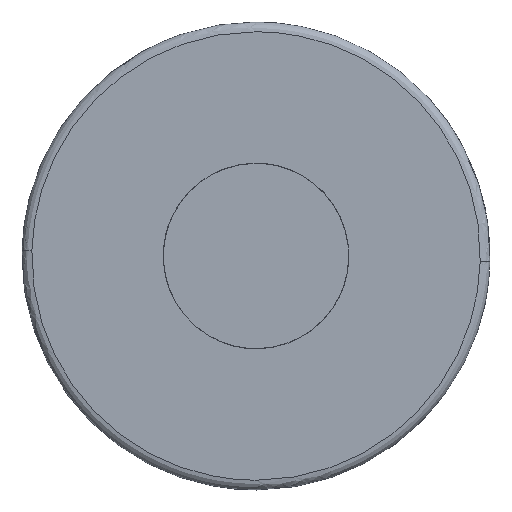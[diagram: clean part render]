
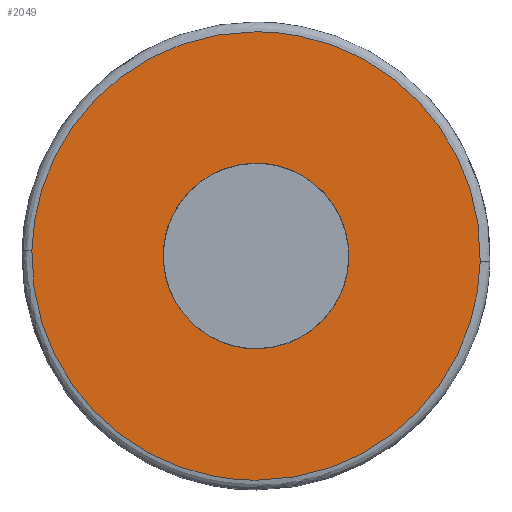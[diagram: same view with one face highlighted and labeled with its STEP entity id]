
A CAD part, front view. The second image highlights one B-rep face of the part: STEP entity #2049.
In plain terms, the highlighted free-form (B-spline) face has degree [1, 1] with [2, 2] control points.
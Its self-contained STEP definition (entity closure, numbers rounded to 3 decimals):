
#963=CARTESIAN_POINT('',(-4.727,0.,0.562));
#964=VERTEX_POINT('',#963);
#970=CARTESIAN_POINT('',(0.0,0.0,-4.76));
#971=VERTEX_POINT('',#970);
#972=CARTESIAN_POINT('',(-4.727,0.,0.562));
#973=CARTESIAN_POINT('',(-4.76,0.0,0.282));
#974=CARTESIAN_POINT('',(-4.76,0.0,0.0));
#975=CARTESIAN_POINT('',(-4.76,0.0,-4.76));
#976=CARTESIAN_POINT('',(0.0,0.0,-4.76));
#984=(BOUNDED_CURVE()B_SPLINE_CURVE(2,(#972,#973,#974,#975,#976),.UNSPECIFIED.,.F.,.U.)B_SPLINE_CURVE_WITH_KNOTS((3,2,3),(0.23,0.25,0.5),.UNSPECIFIED.)CURVE()GEOMETRIC_REPRESENTATION_ITEM()RATIONAL_B_SPLINE_CURVE((0.956,0.976,1.0,0.707,1.0))REPRESENTATION_ITEM(''));
#985=EDGE_CURVE('',#964,#971,#984,.T.);
#987=CARTESIAN_POINT('',(4.751,0.,-0.291));
#988=VERTEX_POINT('',#987);
#989=CARTESIAN_POINT('',(0.0,0.0,-4.76));
#990=CARTESIAN_POINT('',(4.478,0.0,-4.76));
#991=CARTESIAN_POINT('',(4.751,0.,-0.291));
#999=(BOUNDED_CURVE()B_SPLINE_CURVE(2,(#989,#990,#991),.UNSPECIFIED.,.F.,.U.)B_SPLINE_CURVE_WITH_KNOTS((3,3),(0.5,0.739),.UNSPECIFIED.)CURVE()GEOMETRIC_REPRESENTATION_ITEM()RATIONAL_B_SPLINE_CURVE((1.0,0.72,0.976))REPRESENTATION_ITEM(''));
#1000=EDGE_CURVE('',#971,#988,#999,.T.);
#1074=CARTESIAN_POINT('',(0.0,0.0,4.76));
#1075=VERTEX_POINT('',#1074);
#1076=CARTESIAN_POINT('',(4.751,0.,-0.291));
#1077=CARTESIAN_POINT('',(4.76,0.0,-0.145));
#1078=CARTESIAN_POINT('',(4.76,0.0,0.0));
#1079=CARTESIAN_POINT('',(4.76,0.0,4.76));
#1080=CARTESIAN_POINT('',(0.0,0.0,4.76));
#1088=(BOUNDED_CURVE()B_SPLINE_CURVE(2,(#1076,#1077,#1078,#1079,#1080),.UNSPECIFIED.,.F.,.U.)B_SPLINE_CURVE_WITH_KNOTS((3,2,3),(0.739,0.75,1.0),.UNSPECIFIED.)CURVE()GEOMETRIC_REPRESENTATION_ITEM()RATIONAL_B_SPLINE_CURVE((0.976,0.988,1.0,0.707,1.0))REPRESENTATION_ITEM(''));
#1089=EDGE_CURVE('',#988,#1075,#1088,.T.);
#1091=CARTESIAN_POINT('',(0.0,0.0,4.76));
#1092=CARTESIAN_POINT('',(-4.228,0.0,4.76));
#1093=CARTESIAN_POINT('',(-4.727,0.,0.562));
#1101=(BOUNDED_CURVE()B_SPLINE_CURVE(2,(#1091,#1092,#1093),.UNSPECIFIED.,.F.,.U.)B_SPLINE_CURVE_WITH_KNOTS((3,3),(0.0,0.23),.UNSPECIFIED.)CURVE()GEOMETRIC_REPRESENTATION_ITEM()RATIONAL_B_SPLINE_CURVE((1.0,0.731,0.956))REPRESENTATION_ITEM(''));
#1102=EDGE_CURVE('',#1075,#964,#1101,.T.);
#1561=CARTESIAN_POINT('',(-11.496,0.,0.289));
#1562=VERTEX_POINT('',#1561);
#1563=CARTESIAN_POINT('',(0.0,0.,-11.5));
#1564=VERTEX_POINT('',#1563);
#1565=CARTESIAN_POINT('',(-11.496,0.,0.289));
#1566=CARTESIAN_POINT('',(-11.5,0.,0.145));
#1567=CARTESIAN_POINT('',(-11.5,0.,0.));
#1568=CARTESIAN_POINT('',(-11.5,0.,-11.5));
#1569=CARTESIAN_POINT('',(0.0,0.,-11.5));
#1577=(BOUNDED_CURVE()B_SPLINE_CURVE(2,(#1565,#1566,#1567,#1568,#1569),.UNSPECIFIED.,.F.,.U.)B_SPLINE_CURVE_WITH_KNOTS((3,2,3),(0.746,0.75,1.0),.UNSPECIFIED.)CURVE()GEOMETRIC_REPRESENTATION_ITEM()RATIONAL_B_SPLINE_CURVE((0.99,0.995,1.0,0.707,1.0))REPRESENTATION_ITEM(''));
#1578=EDGE_CURVE('',#1562,#1564,#1577,.T.);
#1595=CARTESIAN_POINT('',(11.496,0.,-0.289));
#1596=VERTEX_POINT('',#1595);
#1610=CARTESIAN_POINT('',(0.0,0.,-11.5));
#1611=CARTESIAN_POINT('',(11.215,0.,-11.5));
#1612=CARTESIAN_POINT('',(11.496,0.,-0.289));
#1620=(BOUNDED_CURVE()B_SPLINE_CURVE(2,(#1610,#1611,#1612),.UNSPECIFIED.,.F.,.U.)B_SPLINE_CURVE_WITH_KNOTS((3,3),(0.0,0.246),.UNSPECIFIED.)CURVE()GEOMETRIC_REPRESENTATION_ITEM()RATIONAL_B_SPLINE_CURVE((1.0,0.712,0.99))REPRESENTATION_ITEM(''));
#1621=EDGE_CURVE('',#1564,#1596,#1620,.T.);
#1649=CARTESIAN_POINT('',(0.0,0.,11.5));
#1650=VERTEX_POINT('',#1649);
#1651=CARTESIAN_POINT('',(0.0,0.,11.5));
#1652=CARTESIAN_POINT('',(-11.215,0.,11.5));
#1653=CARTESIAN_POINT('',(-11.496,0.,0.289));
#1661=(BOUNDED_CURVE()B_SPLINE_CURVE(2,(#1651,#1652,#1653),.UNSPECIFIED.,.F.,.U.)B_SPLINE_CURVE_WITH_KNOTS((3,3),(0.5,0.746),.UNSPECIFIED.)CURVE()GEOMETRIC_REPRESENTATION_ITEM()RATIONAL_B_SPLINE_CURVE((1.0,0.712,0.99))REPRESENTATION_ITEM(''));
#1662=EDGE_CURVE('',#1650,#1562,#1661,.T.);
#1664=CARTESIAN_POINT('',(11.496,0.,-0.289));
#1665=CARTESIAN_POINT('',(11.5,0.,-0.145));
#1666=CARTESIAN_POINT('',(11.5,0.,0.));
#1667=CARTESIAN_POINT('',(11.5,0.,11.5));
#1668=CARTESIAN_POINT('',(0.0,0.,11.5));
#1676=(BOUNDED_CURVE()B_SPLINE_CURVE(2,(#1664,#1665,#1666,#1667,#1668),.UNSPECIFIED.,.F.,.U.)B_SPLINE_CURVE_WITH_KNOTS((3,2,3),(0.246,0.25,0.5),.UNSPECIFIED.)CURVE()GEOMETRIC_REPRESENTATION_ITEM()RATIONAL_B_SPLINE_CURVE((0.99,0.995,1.0,0.707,1.0))REPRESENTATION_ITEM(''));
#1677=EDGE_CURVE('',#1596,#1650,#1676,.T.);
#2032=CARTESIAN_POINT('',(-12.645,0.,-12.649));
#2033=CARTESIAN_POINT('',(-12.645,0.,12.649));
#2034=CARTESIAN_POINT('',(12.645,0.,-12.649));
#2035=CARTESIAN_POINT('',(12.645,0.,12.649));
#2036=B_SPLINE_SURFACE_WITH_KNOTS('',1,1,((#2032,#2034),(#2033,#2035)),.UNSPECIFIED.,.F.,.F.,.U.,(2,2),(2,2),(0.0,25.298),(0.0,25.29),.UNSPECIFIED.);
#2037=ORIENTED_EDGE('',*,*,#1621,.T.);
#2038=ORIENTED_EDGE('',*,*,#1677,.T.);
#2039=ORIENTED_EDGE('',*,*,#1662,.T.);
#2040=ORIENTED_EDGE('',*,*,#1578,.T.);
#2041=EDGE_LOOP('',(#2037,#2038,#2039,#2040));
#2042=FACE_OUTER_BOUND('',#2041,.T.);
#2043=ORIENTED_EDGE('',*,*,#1000,.F.);
#2044=ORIENTED_EDGE('',*,*,#985,.F.);
#2045=ORIENTED_EDGE('',*,*,#1102,.F.);
#2046=ORIENTED_EDGE('',*,*,#1089,.F.);
#2047=EDGE_LOOP('',(#2043,#2044,#2045,#2046));
#2048=FACE_BOUND('',#2047,.T.);
#2049=ADVANCED_FACE('',(#2042,#2048),#2036,.F.);
